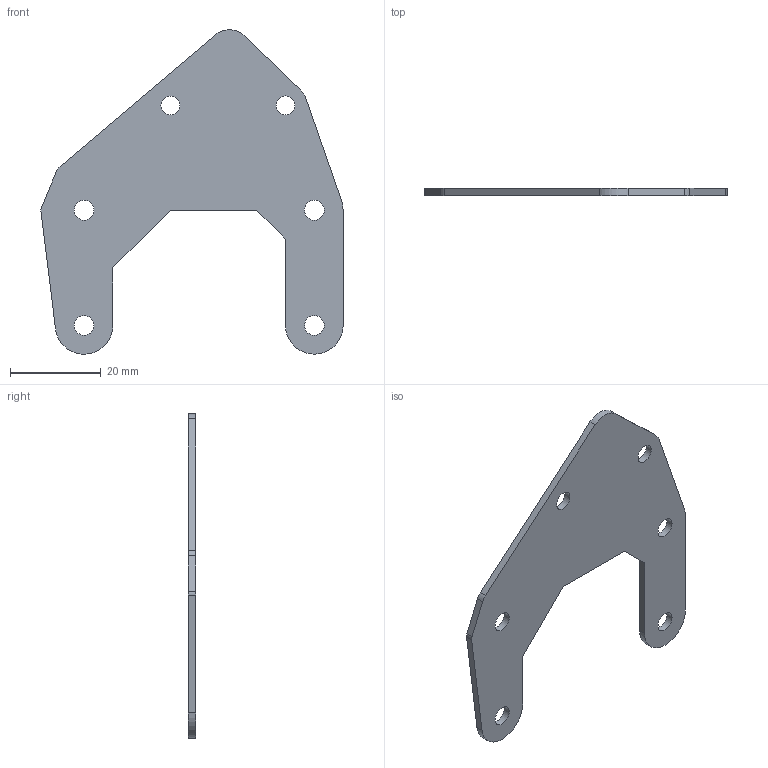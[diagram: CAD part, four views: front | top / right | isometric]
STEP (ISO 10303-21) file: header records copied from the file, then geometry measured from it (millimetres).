
FILE_DESCRIPTION(/* description */ (''),/* implementation_level */ '2;1');
FILE_NAME(/* name */ 'gusset.stp',/* time_stamp */ '2024-10-06T16:23:05-04:00',/* author */ ('avere'),/* organization */ (''),/* preprocessor_version */ 'ST-DEVELOPER v20',/* originating_system */ 'Autodesk Inventor 2025',/* authorisation */ '');
FILE_SCHEMA (('AUTOMOTIVE_DESIGN { 1 0 10303 214 3 1 1 }'));
Length unit declared in the file: inch
Products named in the file (1): gusset
Bounding box: 66.67 x 1.59 x 71.57 mm (x, y, z)
Volume: 3918.6 mm3; surface area: 5504.7 mm2
Topology: 1 solids, 1 shells, 26 faces, 72 edges, 48 vertices
Faces by surface type: cylinder 13, plane 13
Full cylindrical faces by diameter (mm): 4.166 x2, 4.369 x4
Entity records: 911 total; most frequent: DIRECTION 152, CARTESIAN_POINT 147, ORIENTED_EDGE 144, EDGE_CURVE 72, AXIS2_PLACEMENT_3D 53, VERTEX_POINT 48, LINE 46, VECTOR 46
